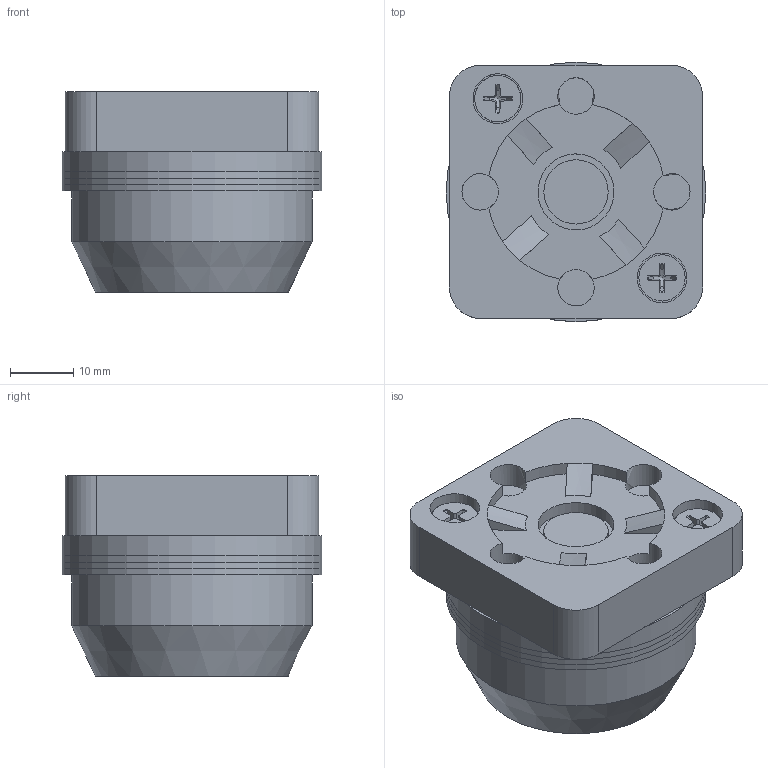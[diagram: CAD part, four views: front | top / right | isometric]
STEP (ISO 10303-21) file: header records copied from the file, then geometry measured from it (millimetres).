
FILE_DESCRIPTION((''),'2;1');
FILE_NAME('ABx.stp','2007-11-16T16:24:25',('Philipp'),(''),'Autodesk Inventor 2008','Autodesk Inventor 2008','');
FILE_SCHEMA(('AUTOMOTIVE_DESIGN { 1 0 10303 214 1 1 1 1 }'));
Length unit declared in the file: millimetre
Products named in the file (7): ABx; base; rubber_gasket_3mm; rubber_gasket_1mm; cap; Rubber_boot; DIN EN ISO 7046-1 H M3.5 x 8 - 4.8 - H
Assembly tree (9 placements, depth 2):
  ABx
    base
    rubber_gasket_3mm
    rubber_gasket_1mm  x3
    cap
    Rubber_boot
    DIN EN ISO 7046-1 H M3.5 x 8 - 4.8 - H  x2
Bounding box: 41 x 41 x 31.65 mm (x, y, z)
Volume: 34423.2 mm3; surface area: 23240.4 mm2
Topology: 9 solids, 9 shells, 180 faces, 419 edges, 270 vertices
Faces by surface type: plane 72, cylinder 46, cone 33, torus 19, bspline 10
Full cylindrical faces by diameter (mm): 3.132 x2, 3.5 x3, 5.75 x2, 7.3 x2, 7.85 x1, 10.15 x1, 12 x1, 24 x2, 24.5 x1, 30 x2, 30.5 x4, 31 x1, 31.186 x1, 35 x2, 38 x1, 41 x4
Entity records: 4568 total; most frequent: CARTESIAN_POINT 1221, DIRECTION 678, ORIENTED_EDGE 564, AXIS2_PLACEMENT_3D 291, EDGE_CURVE 282, EDGE_LOOP 208, VERTEX_POINT 206, FACE_OUTER_BOUND 143
